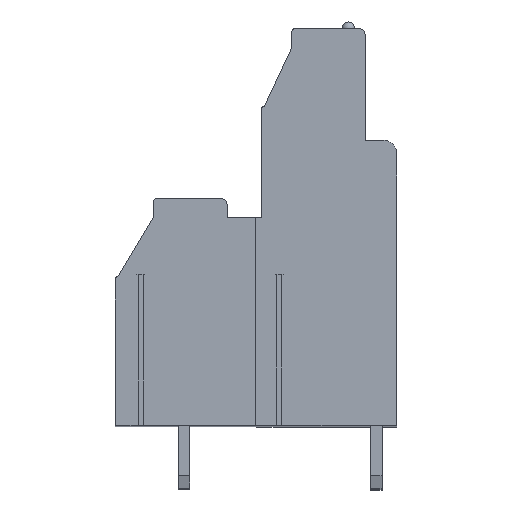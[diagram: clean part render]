
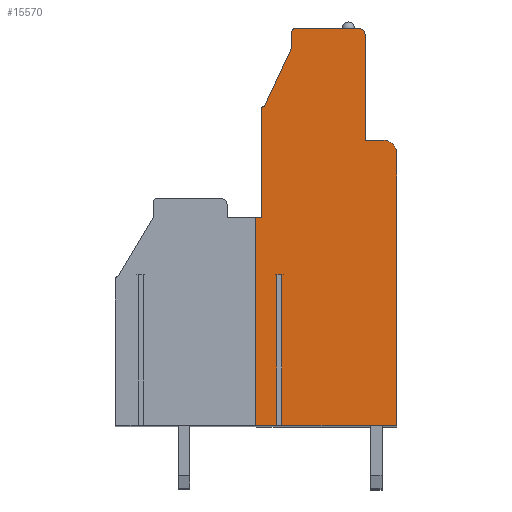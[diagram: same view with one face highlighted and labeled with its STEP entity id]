
A CAD part, top view. The second image highlights one B-rep face of the part: STEP entity #15570.
In plain terms, the highlighted planar face has unit normal (0, 0, 1).
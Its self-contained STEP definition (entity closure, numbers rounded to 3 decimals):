
#13=DIRECTION('',(0.,-1.,0.));
#14=VECTOR('',#13,8.6);
#15=CARTESIAN_POINT('',(-5.15,8.6,78.74));
#16=LINE('',#15,#14);
#17=CARTESIAN_POINT('',(-4.95,8.6,78.74));
#18=DIRECTION('',(0.,0.,1.));
#19=DIRECTION('',(0.,1.,0.));
#20=AXIS2_PLACEMENT_3D('',#17,#18,#19);
#22=DIRECTION('',(-0.424,-0.906,0.));
#23=VECTOR('',#22,5.189);
#24=CARTESIAN_POINT('',(-2.75,13.5,78.74));
#25=LINE('',#24,#23);
#26=DIRECTION('',(0.,-1.,0.));
#27=VECTOR('',#26,1.2);
#28=CARTESIAN_POINT('',(-2.75,14.7,78.74));
#29=LINE('',#28,#27);
#30=CARTESIAN_POINT('',(-2.45,14.7,78.74));
#31=DIRECTION('',(0.,0.,1.));
#32=DIRECTION('',(0.,1.,0.));
#33=AXIS2_PLACEMENT_3D('',#30,#31,#32);
#35=DIRECTION('',(-1.,0.,0.));
#36=VECTOR('',#35,5.);
#37=CARTESIAN_POINT('',(2.55,15.,78.74));
#38=LINE('',#37,#36);
#39=CARTESIAN_POINT('',(2.55,14.5,78.74));
#40=DIRECTION('',(0.,0.,1.));
#41=DIRECTION('',(1.,0.,0.));
#42=AXIS2_PLACEMENT_3D('',#39,#40,#41);
#44=DIRECTION('',(0.,1.,0.));
#45=VECTOR('',#44,8.4);
#46=CARTESIAN_POINT('',(3.05,6.1,78.74));
#47=LINE('',#46,#45);
#48=DIRECTION('',(-1.,0.,0.));
#49=VECTOR('',#48,1.5);
#50=CARTESIAN_POINT('',(4.55,6.1,78.74));
#51=LINE('',#50,#49);
#52=CARTESIAN_POINT('',(4.55,5.1,78.74));
#53=DIRECTION('',(0.,0.,1.));
#54=DIRECTION('',(1.,0.,0.));
#55=AXIS2_PLACEMENT_3D('',#52,#53,#54);
#57=DIRECTION('',(0.,1.,0.));
#58=VECTOR('',#57,21.6);
#59=CARTESIAN_POINT('',(5.55,-16.5,78.74));
#60=LINE('',#59,#58);
#61=DIRECTION('',(0.,1.,0.));
#62=VECTOR('',#61,11.95);
#63=CARTESIAN_POINT('',(-3.56,-16.5,78.74));
#64=LINE('',#63,#62);
#65=DIRECTION('',(-1.,0.,0.));
#66=VECTOR('',#65,0.38);
#67=CARTESIAN_POINT('',(-3.56,-4.55,78.74));
#68=LINE('',#67,#66);
#69=DIRECTION('',(0.,1.,0.));
#70=VECTOR('',#69,11.95);
#71=CARTESIAN_POINT('',(-3.94,-16.5,78.74));
#72=LINE('',#71,#70);
#77=DIRECTION('',(0.,-1.,0.));
#78=VECTOR('',#77,16.5);
#79=CARTESIAN_POINT('',(-5.65,0.,78.74));
#80=LINE('',#79,#78);
#174=DIRECTION('',(1.,0.,0.));
#175=VECTOR('',#174,1.71);
#176=CARTESIAN_POINT('',(-5.65,-16.5,78.74));
#177=LINE('',#176,#175);
#200=DIRECTION('',(1.,0.,0.));
#201=VECTOR('',#200,9.11);
#202=CARTESIAN_POINT('',(-3.56,-16.5,78.74));
#203=LINE('',#202,#201);
#1280=DIRECTION('',(-1.,0.,0.));
#1281=VECTOR('',#1280,0.5);
#1282=CARTESIAN_POINT('',(-5.15,0.,78.74));
#1283=LINE('',#1282,#1281);
#11983=CARTESIAN_POINT('',(5.55,-16.5,78.74));
#11984=CARTESIAN_POINT('',(5.55,5.1,78.74));
#11985=VERTEX_POINT('',#11983);
#11986=VERTEX_POINT('',#11984);
#11987=CARTESIAN_POINT('',(4.55,6.1,78.74));
#11988=VERTEX_POINT('',#11987);
#11989=CARTESIAN_POINT('',(3.05,6.1,78.74));
#11990=VERTEX_POINT('',#11989);
#11991=CARTESIAN_POINT('',(3.05,14.5,78.74));
#11992=VERTEX_POINT('',#11991);
#11993=CARTESIAN_POINT('',(2.55,15.,78.74));
#11994=VERTEX_POINT('',#11993);
#11995=CARTESIAN_POINT('',(-2.45,15.,78.74));
#11996=VERTEX_POINT('',#11995);
#11997=CARTESIAN_POINT('',(-2.75,14.7,78.74));
#11998=VERTEX_POINT('',#11997);
#11999=CARTESIAN_POINT('',(-2.75,13.5,78.74));
#12000=VERTEX_POINT('',#11999);
#12001=CARTESIAN_POINT('',(-4.95,8.8,78.74));
#12002=VERTEX_POINT('',#12001);
#12003=CARTESIAN_POINT('',(-5.15,8.6,78.74));
#12004=VERTEX_POINT('',#12003);
#12005=CARTESIAN_POINT('',(-5.15,0.,78.74));
#12006=VERTEX_POINT('',#12005);
#12051=CARTESIAN_POINT('',(-3.56,-4.55,78.74));
#12052=CARTESIAN_POINT('',(-3.94,-4.55,78.74));
#12053=VERTEX_POINT('',#12051);
#12054=VERTEX_POINT('',#12052);
#12055=CARTESIAN_POINT('',(-3.94,-16.5,78.74));
#12056=VERTEX_POINT('',#12055);
#12057=CARTESIAN_POINT('',(-3.56,-16.5,78.74));
#12058=VERTEX_POINT('',#12057);
#12225=CARTESIAN_POINT('',(-5.65,-16.5,78.74));
#12227=VERTEX_POINT('',#12225);
#12229=CARTESIAN_POINT('',(-5.65,0.,78.74));
#12230=VERTEX_POINT('',#12229);
#15527=CARTESIAN_POINT('',(0.,0.,78.74));
#15528=DIRECTION('',(0.,0.,1.));
#15529=DIRECTION('',(1.,0.,0.));
#15530=AXIS2_PLACEMENT_3D('',#15527,#15528,#15529);
#15531=PLANE('',#15530);
#15533=ORIENTED_EDGE('',*,*,#15532,.F.);
#15535=ORIENTED_EDGE('',*,*,#15534,.F.);
#15537=ORIENTED_EDGE('',*,*,#15536,.F.);
#15539=ORIENTED_EDGE('',*,*,#15538,.F.);
#15541=ORIENTED_EDGE('',*,*,#15540,.F.);
#15543=ORIENTED_EDGE('',*,*,#15542,.F.);
#15545=ORIENTED_EDGE('',*,*,#15544,.F.);
#15547=ORIENTED_EDGE('',*,*,#15546,.F.);
#15549=ORIENTED_EDGE('',*,*,#15548,.F.);
#15551=ORIENTED_EDGE('',*,*,#15550,.F.);
#15553=ORIENTED_EDGE('',*,*,#15552,.F.);
#15555=ORIENTED_EDGE('',*,*,#15554,.F.);
#15557=ORIENTED_EDGE('',*,*,#15556,.F.);
#15559=ORIENTED_EDGE('',*,*,#15558,.F.);
#15561=ORIENTED_EDGE('',*,*,#15560,.T.);
#15563=ORIENTED_EDGE('',*,*,#15562,.T.);
#15565=ORIENTED_EDGE('',*,*,#15564,.F.);
#15567=ORIENTED_EDGE('',*,*,#15566,.F.);
#15568=EDGE_LOOP('',(#15533,#15535,#15537,#15539,#15541,#15543,#15545,#15547,
#15549,#15551,#15553,#15555,#15557,#15559,#15561,#15563,#15565,#15567));
#15569=FACE_OUTER_BOUND('',#15568,.F.);
#21=CIRCLE('',#20,0.2);
#34=CIRCLE('',#33,0.3);
#43=CIRCLE('',#42,0.5);
#56=CIRCLE('',#55,1.);
#15532=EDGE_CURVE('',#12230,#12227,#80,.T.);
#15534=EDGE_CURVE('',#12006,#12230,#1283,.T.);
#15536=EDGE_CURVE('',#12004,#12006,#16,.T.);
#15538=EDGE_CURVE('',#12002,#12004,#21,.T.);
#15540=EDGE_CURVE('',#12000,#12002,#25,.T.);
#15542=EDGE_CURVE('',#11998,#12000,#29,.T.);
#15544=EDGE_CURVE('',#11996,#11998,#34,.T.);
#15546=EDGE_CURVE('',#11994,#11996,#38,.T.);
#15548=EDGE_CURVE('',#11992,#11994,#43,.T.);
#15550=EDGE_CURVE('',#11990,#11992,#47,.T.);
#15552=EDGE_CURVE('',#11988,#11990,#51,.T.);
#15554=EDGE_CURVE('',#11986,#11988,#56,.T.);
#15556=EDGE_CURVE('',#11985,#11986,#60,.T.);
#15558=EDGE_CURVE('',#12058,#11985,#203,.T.);
#15560=EDGE_CURVE('',#12058,#12053,#64,.T.);
#15562=EDGE_CURVE('',#12053,#12054,#68,.T.);
#15564=EDGE_CURVE('',#12056,#12054,#72,.T.);
#15566=EDGE_CURVE('',#12227,#12056,#177,.T.);
#15570=ADVANCED_FACE('',(#15569),#15531,.T.);
